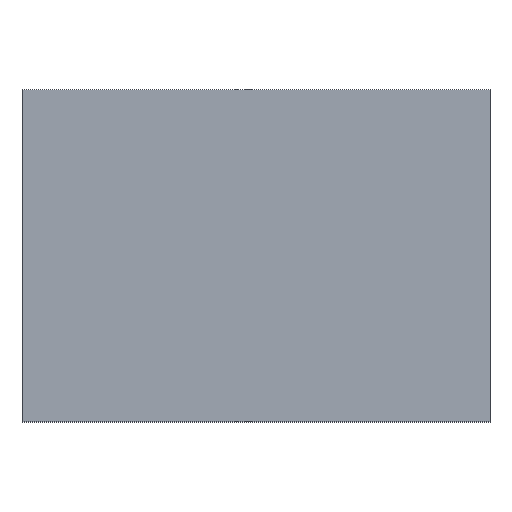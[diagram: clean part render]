
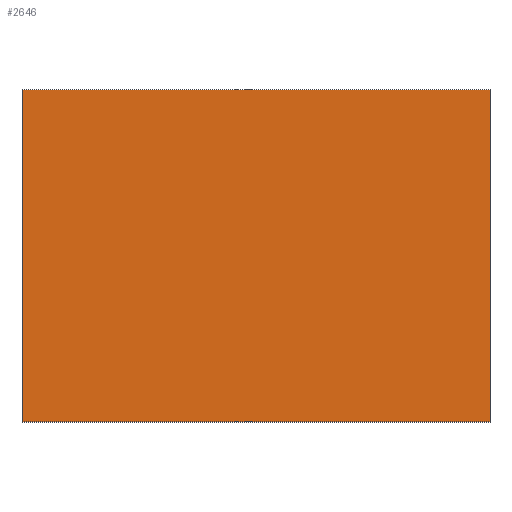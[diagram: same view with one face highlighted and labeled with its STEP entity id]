
A CAD part, top view. The second image highlights one B-rep face of the part: STEP entity #2646.
In plain terms, the highlighted planar face has unit normal (0, 0, 1).
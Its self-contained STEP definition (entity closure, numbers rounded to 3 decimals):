
#2607=CARTESIAN_POINT('',(0.,0.,98.5));
#2608=DIRECTION('',(0.,0.,1.));
#2609=DIRECTION('',(-1.,0.,0.));
#2610=AXIS2_PLACEMENT_3D('',#2607,#2608,#2609);
#2611=PLANE('',#2610);
#2612=CARTESIAN_POINT('',(323.915,13.459,98.5));
#2613=VERTEX_POINT('',#2612);
#2614=CARTESIAN_POINT('',(13.915,13.459,98.5));
#2615=VERTEX_POINT('',#2614);
#2616=CARTESIAN_POINT('',(323.915,13.459,98.5));
#2617=DIRECTION('',(-1.,-0.,0.));
#2618=VECTOR('',#2617,310.);
#2619=LINE('',#2616,#2618);
#2620=EDGE_CURVE('',#2613,#2615,#2619,.T.);
#2621=ORIENTED_EDGE('',*,*,#2620,.F.);
#2622=CARTESIAN_POINT('',(323.915,233.459,98.5));
#2623=VERTEX_POINT('',#2622);
#2624=CARTESIAN_POINT('',(323.915,233.459,98.5));
#2625=DIRECTION('',(0.,-1.,0.));
#2626=VECTOR('',#2625,220.);
#2627=LINE('',#2624,#2626);
#2628=EDGE_CURVE('',#2623,#2613,#2627,.T.);
#2629=ORIENTED_EDGE('',*,*,#2628,.F.);
#2630=CARTESIAN_POINT('',(13.915,233.459,98.5));
#2631=VERTEX_POINT('',#2630);
#2632=CARTESIAN_POINT('',(13.915,233.459,98.5));
#2633=DIRECTION('',(1.,-0.,0.));
#2634=VECTOR('',#2633,310.);
#2635=LINE('',#2632,#2634);
#2636=EDGE_CURVE('',#2631,#2623,#2635,.T.);
#2637=ORIENTED_EDGE('',*,*,#2636,.F.);
#2638=CARTESIAN_POINT('',(13.915,13.459,98.5));
#2639=DIRECTION('',(0.,1.,0.));
#2640=VECTOR('',#2639,220.);
#2641=LINE('',#2638,#2640);
#2642=EDGE_CURVE('',#2615,#2631,#2641,.T.);
#2643=ORIENTED_EDGE('',*,*,#2642,.F.);
#2644=EDGE_LOOP('',(#2621,#2629,#2637,#2643));
#2645=FACE_BOUND('',#2644,.T.);
#2646=ADVANCED_FACE('',(#2645),#2611,.T.);
